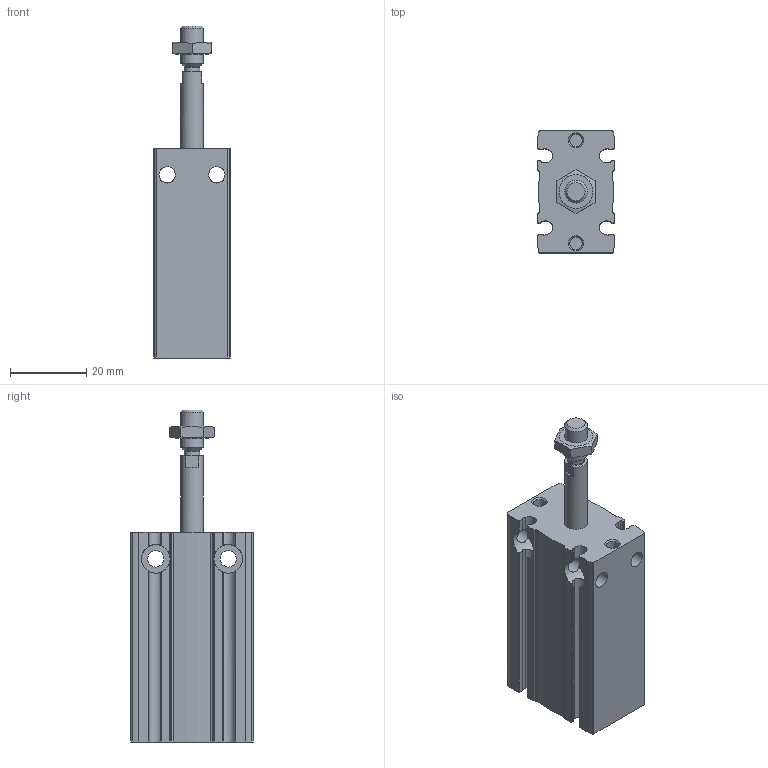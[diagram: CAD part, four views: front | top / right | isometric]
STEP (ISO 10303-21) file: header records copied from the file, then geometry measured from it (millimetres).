
FILE_DESCRIPTION(/* description */ ('STEP AP214'),/* implementation_level */ '2;1');
FILE_NAME(/* name */ '4833323_DPDM-16-15-P-PA',/* time_stamp */ '2024-08-20T17:26:46+02:00',/* author */ ('License CC BY-ND 4.0'),/* organization */ ('CADENAS'),/* preprocessor_version */ 'ST-DEVELOPER v19.3',/* originating_system */ 'PARTsolutions',/* authorisation */ ' ');
FILE_SCHEMA (('AUTOMOTIVE_DESIGN {1 0 10303 214 3 1 1}'));
Length unit declared in the file: millimetre
Products named in the file (5): 4833323 DPDM-16-15-P-PA---(0); 4186566 DPDM-15-P---(h); 340115 M5; 4186566 DPDM-15-P---(r); ISO 4035 M6(F)
Assembly tree (4 placements, depth 2):
  4833323 DPDM-16-15-P-PA---(0)
    4186566 DPDM-15-P---(h)
    340115 M5
    4186566 DPDM-15-P---(r)
    ISO 4035 M6(F)
Bounding box: 20 x 32 x 87 mm (x, y, z)
Volume: 28136.2 mm3; surface area: 13503.1 mm2
Topology: 4 solids, 4 shells, 211 faces, 551 edges, 362 vertices
Faces by surface type: cylinder 104, plane 90, cone 15, torus 2
Full cylindrical faces by diameter (mm): 2.5 x1, 3.242 x4, 3.95 x1, 4 x1, 4.134 x2, 4.3 x8, 4.917 x1, 5 x1, 6 x3, 7.5 x4, 14 x1, 16 x2, 18 x1
Entity records: 6616 total; most frequent: CARTESIAN_POINT 1466, DIRECTION 1050, ORIENTED_EDGE 992, EDGE_CURVE 496, AXIS2_PLACEMENT_3D 418, VERTEX_POINT 354, EDGE_LOOP 290, FACE_BOUND 290
